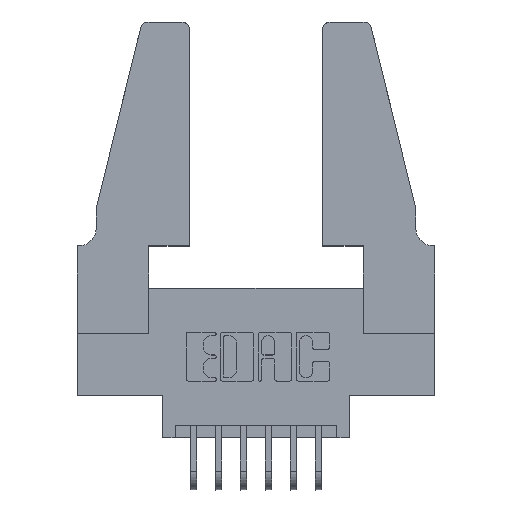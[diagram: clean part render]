
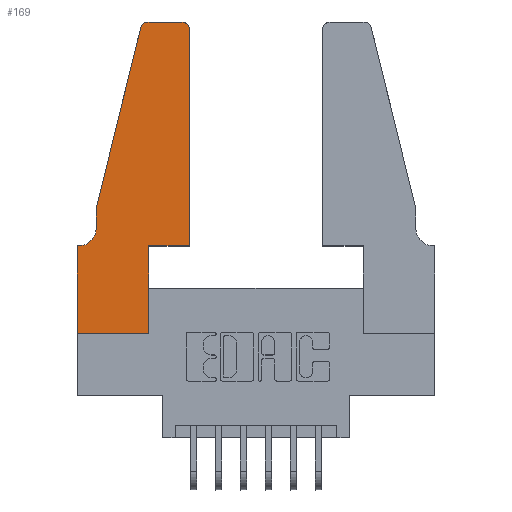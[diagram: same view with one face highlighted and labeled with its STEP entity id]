
A CAD part, top view. The second image highlights one B-rep face of the part: STEP entity #169.
In plain terms, the highlighted planar face has unit normal (0, 0, 1).
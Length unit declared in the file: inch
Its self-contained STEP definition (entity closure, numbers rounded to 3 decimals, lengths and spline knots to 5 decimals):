
#169 = ADVANCED_FACE ( 'NONE', ( #2871 ), #9536, .T. ) ;
#192 = CARTESIAN_POINT ( 'NONE',  ( 0.4505, 0.35, 0.37 ) ) ;
#558 = ORIENTED_EDGE ( 'NONE', *, *, #3306, .T. ) ;
#613 = ORIENTED_EDGE ( 'NONE', *, *, #874, .T. ) ;
#616 = ORIENTED_EDGE ( 'NONE', *, *, #5391, .T. ) ;
#675 = VECTOR ( 'NONE', #5367, 39.37008 ) ;
#726 = VECTOR ( 'NONE', #8498, 39.37008 ) ;
#753 = CARTESIAN_POINT ( 'NONE',  ( 0.0055, 0.35, 0.37 ) ) ;
#874 = EDGE_CURVE ( 'NONE', #9671, #5671, #8943, .T. ) ;
#996 = CARTESIAN_POINT ( 'NONE',  ( 0., 0.35, 0.37 ) ) ;
#1000 = VECTOR ( 'NONE', #5069, 39.37008 ) ;
#1212 = CARTESIAN_POINT ( 'NONE',  ( 0., 0.35, 0.37 ) ) ;
#1294 = DIRECTION ( 'NONE',  ( 0., 1., 0. ) ) ;
#1569 = ORIENTED_EDGE ( 'NONE', *, *, #5533, .T. ) ;
#1649 = DIRECTION ( 'NONE',  ( 1., 0., 0. ) ) ;
#1804 = ORIENTED_EDGE ( 'NONE', *, *, #8704, .T. ) ;
#1838 = VERTEX_POINT ( 'NONE', #10518 ) ;
#1875 = DIRECTION ( 'NONE',  ( 0., 0., -1. ) ) ;
#2363 = ORIENTED_EDGE ( 'NONE', *, *, #10566, .T. ) ;
#2723 = EDGE_CURVE ( 'NONE', #3011, #12950, #10730, .T. ) ;
#2735 = DIRECTION ( 'NONE',  ( 0., 0., 1. ) ) ;
#2809 = VERTEX_POINT ( 'NONE', #996 ) ;
#2871 = FACE_OUTER_BOUND ( 'NONE', #3655, .T. ) ;
#2971 = LINE ( 'NONE', #11791, #11838 ) ;
#3002 = VERTEX_POINT ( 'NONE', #8916 ) ;
#3011 = VERTEX_POINT ( 'NONE', #6870 ) ;
#3155 = VERTEX_POINT ( 'NONE', #5166 ) ;
#3212 = CARTESIAN_POINT ( 'NONE',  ( 0.2605, 1.25, 0.37 ) ) ;
#3306 = EDGE_CURVE ( 'NONE', #6689, #5306, #2971, .T. ) ;
#3320 = EDGE_CURVE ( 'NONE', #11536, #2809, #9897, .T. ) ;
#3655 = EDGE_LOOP ( 'NONE', ( #10794, #10193, #8296, #616, #1804, #5080, #6834, #1569, #558, #2363, #11132, #613 ) ) ;
#3747 = CIRCLE ( 'NONE', #6608, 0.03 ) ;
#3751 = DIRECTION ( 'NONE',  ( 0., -1., 0. ) ) ;
#4164 = CARTESIAN_POINT ( 'NONE',  ( 0.4205, 1.25, 0.37 ) ) ;
#4454 = CARTESIAN_POINT ( 'NONE',  ( 0.2865, 0., 0.37 ) ) ;
#4593 = LINE ( 'NONE', #3212, #10997 ) ;
#4641 = CIRCLE ( 'NONE', #7000, 0.07 ) ;
#4700 = LINE ( 'NONE', #12984, #6534 ) ;
#5029 = DIRECTION ( 'NONE',  ( -1., 0., 0. ) ) ;
#5069 = DIRECTION ( 'NONE',  ( 0., 1., 0. ) ) ;
#5080 = ORIENTED_EDGE ( 'NONE', *, *, #3320, .T. ) ;
#5166 = CARTESIAN_POINT ( 'NONE',  ( 0.4505, 0.35, 0.37 ) ) ;
#5306 = VERTEX_POINT ( 'NONE', #7744 ) ;
#5367 = DIRECTION ( 'NONE',  ( 1., 0., 0. ) ) ;
#5391 = EDGE_CURVE ( 'NONE', #12950, #1838, #5960, .T. ) ;
#5410 = EDGE_CURVE ( 'NONE', #5671, #13499, #4593, .T. ) ;
#5487 = AXIS2_PLACEMENT_3D ( 'NONE', #7590, #8676, #9744 ) ;
#5533 = EDGE_CURVE ( 'NONE', #3002, #6689, #4700, .T. ) ;
#5585 = LINE ( 'NONE', #192, #675 ) ;
#5671 = VERTEX_POINT ( 'NONE', #4164 ) ;
#5960 = LINE ( 'NONE', #8453, #726 ) ;
#6275 = CARTESIAN_POINT ( 'NONE',  ( 0.0055, 0.42, 0.37 ) ) ;
#6534 = VECTOR ( 'NONE', #6702, 39.37008 ) ;
#6608 = AXIS2_PLACEMENT_3D ( 'NONE', #7904, #2735, #1649 ) ;
#6689 = VERTEX_POINT ( 'NONE', #4454 ) ;
#6702 = DIRECTION ( 'NONE',  ( 1., 0., 0. ) ) ;
#6740 = VECTOR ( 'NONE', #3751, 39.37008 ) ;
#6779 = CARTESIAN_POINT ( 'NONE',  ( 0.0755, 0.5, 0.37 ) ) ;
#6834 = ORIENTED_EDGE ( 'NONE', *, *, #10178, .T. ) ;
#6870 = CARTESIAN_POINT ( 'NONE',  ( 0.25487, 1.22718, 0.37 ) ) ;
#6963 = CARTESIAN_POINT ( 'NONE',  ( 0.284, 1.25, 0.37 ) ) ;
#7000 = AXIS2_PLACEMENT_3D ( 'NONE', #6275, #1875, #5029 ) ;
#7165 = CARTESIAN_POINT ( 'NONE',  ( 0.4505, 0.35, 0.37 ) ) ;
#7331 = DIRECTION ( 'NONE',  ( 1., 0., 0. ) ) ;
#7379 = DIRECTION ( 'NONE',  ( 0., 0., 1. ) ) ;
#7590 = CARTESIAN_POINT ( 'NONE',  ( 0.4205, 1.22, 0.37 ) ) ;
#7744 = CARTESIAN_POINT ( 'NONE',  ( 0.2865, 0.35, 0.37 ) ) ;
#7772 = DIRECTION ( 'NONE',  ( -0.239, -0.971, 0. ) ) ;
#7904 = CARTESIAN_POINT ( 'NONE',  ( 0.284, 1.22, 0.37 ) ) ;
#8171 = AXIS2_PLACEMENT_3D ( 'NONE', #1212, #7379, #7331 ) ;
#8207 = VECTOR ( 'NONE', #9798, 39.37008 ) ;
#8296 = ORIENTED_EDGE ( 'NONE', *, *, #2723, .T. ) ;
#8453 = CARTESIAN_POINT ( 'NONE',  ( 0.0755, 0.5, 0.37 ) ) ;
#8498 = DIRECTION ( 'NONE',  ( 0., -1., 0. ) ) ;
#8638 = CARTESIAN_POINT ( 'NONE',  ( 0.0755, 0.35, 0.37 ) ) ;
#8676 = DIRECTION ( 'NONE',  ( 0., 0., 1. ) ) ;
#8704 = EDGE_CURVE ( 'NONE', #1838, #11536, #4641, .T. ) ;
#8916 = CARTESIAN_POINT ( 'NONE',  ( 0., 0., 0.37 ) ) ;
#8943 = CIRCLE ( 'NONE', #5487, 0.03 ) ;
#9536 = PLANE ( 'NONE',  #8171 ) ;
#9671 = VERTEX_POINT ( 'NONE', #12335 ) ;
#9744 = DIRECTION ( 'NONE',  ( 1., 0., 0. ) ) ;
#9798 = DIRECTION ( 'NONE',  ( -1., 0., 0. ) ) ;
#9897 = LINE ( 'NONE', #8638, #8207 ) ;
#10065 = VECTOR ( 'NONE', #7772, 39.37008 ) ;
#10178 = EDGE_CURVE ( 'NONE', #2809, #3002, #13127, .T. ) ;
#10193 = ORIENTED_EDGE ( 'NONE', *, *, #10644, .T. ) ;
#10518 = CARTESIAN_POINT ( 'NONE',  ( 0.0755, 0.42, 0.37 ) ) ;
#10566 = EDGE_CURVE ( 'NONE', #5306, #3155, #5585, .T. ) ;
#10577 = DIRECTION ( 'NONE',  ( -1., 0., 0. ) ) ;
#10644 = EDGE_CURVE ( 'NONE', #13499, #3011, #3747, .T. ) ;
#10726 = EDGE_CURVE ( 'NONE', #3155, #9671, #11158, .T. ) ;
#10730 = LINE ( 'NONE', #6779, #10065 ) ;
#10794 = ORIENTED_EDGE ( 'NONE', *, *, #5410, .T. ) ;
#10997 = VECTOR ( 'NONE', #10577, 39.37008 ) ;
#11132 = ORIENTED_EDGE ( 'NONE', *, *, #10726, .T. ) ;
#11158 = LINE ( 'NONE', #7165, #1000 ) ;
#11277 = CARTESIAN_POINT ( 'NONE',  ( 0.0755, 0.5, 0.37 ) ) ;
#11536 = VERTEX_POINT ( 'NONE', #753 ) ;
#11791 = CARTESIAN_POINT ( 'NONE',  ( 0.2865, 0.35, 0.37 ) ) ;
#11838 = VECTOR ( 'NONE', #1294, 39.37008 ) ;
#12335 = CARTESIAN_POINT ( 'NONE',  ( 0.4505, 1.22, 0.37 ) ) ;
#12349 = CARTESIAN_POINT ( 'NONE',  ( 0., 0., 0.37 ) ) ;
#12950 = VERTEX_POINT ( 'NONE', #11277 ) ;
#12984 = CARTESIAN_POINT ( 'NONE',  ( 0., 0., 0.37 ) ) ;
#13127 = LINE ( 'NONE', #12349, #6740 ) ;
#13499 = VERTEX_POINT ( 'NONE', #6963 ) ;
